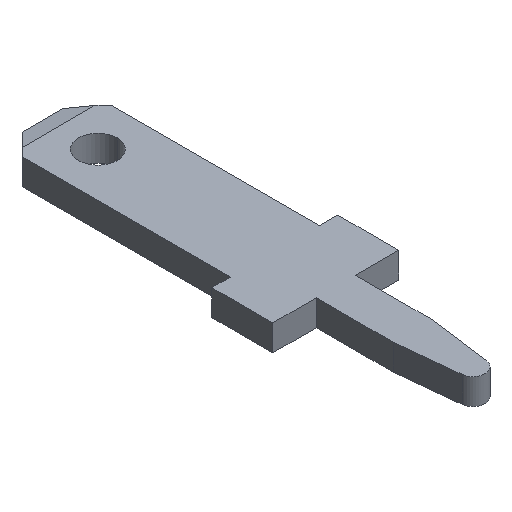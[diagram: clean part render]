
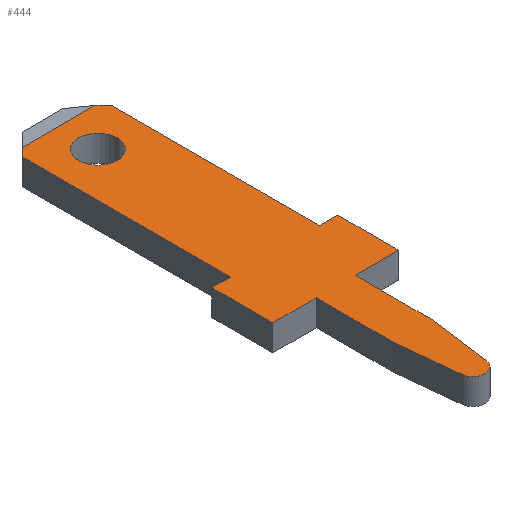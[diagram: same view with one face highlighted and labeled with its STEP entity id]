
A CAD part, isometric view. The second image highlights one B-rep face of the part: STEP entity #444.
In plain terms, the highlighted planar face has unit normal (0, 0, 1).
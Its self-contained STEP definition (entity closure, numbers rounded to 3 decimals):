
#84=CARTESIAN_POINT('',(0.,7.45,0.406));
#85=DIRECTION('',(0.,0.,-1.));
#86=DIRECTION('',(1.,0.,0.));
#87=AXIS2_PLACEMENT_3D('',#84,#85,#86);
#89=CARTESIAN_POINT('',(0.,7.45,0.406));
#90=DIRECTION('',(0.,0.,-1.));
#91=DIRECTION('',(-1.,0.,0.));
#92=AXIS2_PLACEMENT_3D('',#89,#90,#91);
#94=DIRECTION('',(1.,0.,0.));
#95=VECTOR('',#94,2.285);
#96=CARTESIAN_POINT('',(-1.143,8.682,0.406));
#97=LINE('',#96,#95);
#98=DIRECTION('',(-0.707,0.707,0.));
#99=VECTOR('',#98,0.357);
#100=CARTESIAN_POINT('',(1.395,8.43,0.406));
#101=LINE('',#100,#99);
#102=DIRECTION('',(0.,1.,0.));
#103=VECTOR('',#102,6.52);
#104=CARTESIAN_POINT('',(1.395,1.91,0.406));
#105=LINE('',#104,#103);
#106=DIRECTION('',(-1.,0.,0.));
#107=VECTOR('',#106,0.575);
#108=CARTESIAN_POINT('',(1.97,1.91,0.406));
#109=LINE('',#108,#107);
#110=DIRECTION('',(0.,1.,0.));
#111=VECTOR('',#110,1.91);
#112=CARTESIAN_POINT('',(1.97,0.,0.406));
#113=LINE('',#112,#111);
#114=DIRECTION('',(1.,0.,0.));
#115=VECTOR('',#114,1.36);
#116=CARTESIAN_POINT('',(0.61,0.,0.406));
#117=LINE('',#116,#115);
#118=DIRECTION('',(0.,1.,0.));
#119=VECTOR('',#118,2.41);
#120=CARTESIAN_POINT('',(0.61,-2.41,0.406));
#121=LINE('',#120,#119);
#122=DIRECTION('',(0.132,0.991,0.));
#123=VECTOR('',#122,1.977);
#124=CARTESIAN_POINT('',(0.35,-4.37,0.406));
#125=LINE('',#124,#123);
#126=CARTESIAN_POINT('',(-0.027,-4.32,0.406));
#127=DIRECTION('',(0.,0.,1.));
#128=DIRECTION('',(-0.995,-0.105,0.));
#129=AXIS2_PLACEMENT_3D('',#126,#127,#128);
#131=DIRECTION('',(0.105,-0.995,0.));
#132=VECTOR('',#131,1.96);
#133=CARTESIAN_POINT('',(-0.61,-2.41,0.406));
#134=LINE('',#133,#132);
#135=DIRECTION('',(0.,-1.,0.));
#136=VECTOR('',#135,2.41);
#137=CARTESIAN_POINT('',(-0.61,0.,0.406));
#138=LINE('',#137,#136);
#139=DIRECTION('',(1.,0.,0.));
#140=VECTOR('',#139,1.36);
#141=CARTESIAN_POINT('',(-1.97,0.,0.406));
#142=LINE('',#141,#140);
#143=DIRECTION('',(0.,-1.,0.));
#144=VECTOR('',#143,1.91);
#145=CARTESIAN_POINT('',(-1.97,1.91,0.406));
#146=LINE('',#145,#144);
#147=DIRECTION('',(-1.,0.,0.));
#148=VECTOR('',#147,0.575);
#149=CARTESIAN_POINT('',(-1.395,1.91,0.406));
#150=LINE('',#149,#148);
#151=DIRECTION('',(0.,-1.,0.));
#152=VECTOR('',#151,6.52);
#153=CARTESIAN_POINT('',(-1.395,8.43,0.406));
#154=LINE('',#153,#152);
#155=DIRECTION('',(-0.707,-0.707,0.));
#156=VECTOR('',#155,0.357);
#157=CARTESIAN_POINT('',(-1.143,8.682,0.406));
#158=LINE('',#157,#156);
#279=CARTESIAN_POINT('',(0.61,7.45,0.406));
#280=CARTESIAN_POINT('',(-0.61,7.45,0.406));
#281=VERTEX_POINT('',#279);
#282=VERTEX_POINT('',#280);
#283=CARTESIAN_POINT('',(-0.61,-2.41,0.406));
#284=CARTESIAN_POINT('',(-0.405,-4.36,0.406));
#285=VERTEX_POINT('',#283);
#286=VERTEX_POINT('',#284);
#287=CARTESIAN_POINT('',(0.35,-4.37,0.406));
#288=VERTEX_POINT('',#287);
#289=CARTESIAN_POINT('',(0.61,-2.41,0.406));
#290=VERTEX_POINT('',#289);
#291=CARTESIAN_POINT('',(0.61,0.,0.406));
#292=VERTEX_POINT('',#291);
#293=CARTESIAN_POINT('',(1.97,0.,0.406));
#294=VERTEX_POINT('',#293);
#295=CARTESIAN_POINT('',(1.97,1.91,0.406));
#296=VERTEX_POINT('',#295);
#297=CARTESIAN_POINT('',(1.395,1.91,0.406));
#298=VERTEX_POINT('',#297);
#299=CARTESIAN_POINT('',(1.395,8.43,0.406));
#300=VERTEX_POINT('',#299);
#301=CARTESIAN_POINT('',(-1.395,8.43,0.406));
#302=CARTESIAN_POINT('',(-1.395,1.91,0.406));
#303=VERTEX_POINT('',#301);
#304=VERTEX_POINT('',#302);
#305=CARTESIAN_POINT('',(-1.97,1.91,0.406));
#306=VERTEX_POINT('',#305);
#307=CARTESIAN_POINT('',(-1.97,0.,0.406));
#308=VERTEX_POINT('',#307);
#309=CARTESIAN_POINT('',(-0.61,0.,0.406));
#310=VERTEX_POINT('',#309);
#315=CARTESIAN_POINT('',(-1.143,8.682,0.406));
#316=CARTESIAN_POINT('',(1.143,8.682,0.406));
#317=VERTEX_POINT('',#315);
#318=VERTEX_POINT('',#316);
#401=CARTESIAN_POINT('',(0.,0.,0.406));
#402=DIRECTION('',(0.,0.,1.));
#403=DIRECTION('',(1.,0.,0.));
#404=AXIS2_PLACEMENT_3D('',#401,#402,#403);
#405=PLANE('',#404);
#407=ORIENTED_EDGE('',*,*,#406,.T.);
#409=ORIENTED_EDGE('',*,*,#408,.F.);
#411=ORIENTED_EDGE('',*,*,#410,.F.);
#413=ORIENTED_EDGE('',*,*,#412,.F.);
#415=ORIENTED_EDGE('',*,*,#414,.F.);
#417=ORIENTED_EDGE('',*,*,#416,.F.);
#419=ORIENTED_EDGE('',*,*,#418,.F.);
#421=ORIENTED_EDGE('',*,*,#420,.F.);
#423=ORIENTED_EDGE('',*,*,#422,.F.);
#425=ORIENTED_EDGE('',*,*,#424,.F.);
#427=ORIENTED_EDGE('',*,*,#426,.F.);
#429=ORIENTED_EDGE('',*,*,#428,.F.);
#431=ORIENTED_EDGE('',*,*,#430,.F.);
#433=ORIENTED_EDGE('',*,*,#432,.F.);
#435=ORIENTED_EDGE('',*,*,#434,.F.);
#437=ORIENTED_EDGE('',*,*,#436,.F.);
#438=EDGE_LOOP('',(#407,#409,#411,#413,#415,#417,#419,#421,#423,#425,#427,#429,
#431,#433,#435,#437));
#439=FACE_OUTER_BOUND('',#438,.F.);
#440=ORIENTED_EDGE('',*,*,#381,.F.);
#441=ORIENTED_EDGE('',*,*,#395,.F.);
#442=EDGE_LOOP('',(#440,#441));
#443=FACE_BOUND('',#442,.F.);
#444=ADVANCED_FACE('',(#439,#443),#405,.T.);
#88=CIRCLE('',#87,0.61);
#93=CIRCLE('',#92,0.61);
#130=CIRCLE('',#129,0.38);
#381=EDGE_CURVE('',#281,#282,#88,.T.);
#395=EDGE_CURVE('',#282,#281,#93,.T.);
#406=EDGE_CURVE('',#317,#318,#97,.T.);
#408=EDGE_CURVE('',#300,#318,#101,.T.);
#410=EDGE_CURVE('',#298,#300,#105,.T.);
#412=EDGE_CURVE('',#296,#298,#109,.T.);
#414=EDGE_CURVE('',#294,#296,#113,.T.);
#416=EDGE_CURVE('',#292,#294,#117,.T.);
#418=EDGE_CURVE('',#290,#292,#121,.T.);
#420=EDGE_CURVE('',#288,#290,#125,.T.);
#422=EDGE_CURVE('',#286,#288,#130,.T.);
#424=EDGE_CURVE('',#285,#286,#134,.T.);
#426=EDGE_CURVE('',#310,#285,#138,.T.);
#428=EDGE_CURVE('',#308,#310,#142,.T.);
#430=EDGE_CURVE('',#306,#308,#146,.T.);
#432=EDGE_CURVE('',#304,#306,#150,.T.);
#434=EDGE_CURVE('',#303,#304,#154,.T.);
#436=EDGE_CURVE('',#317,#303,#158,.T.);
